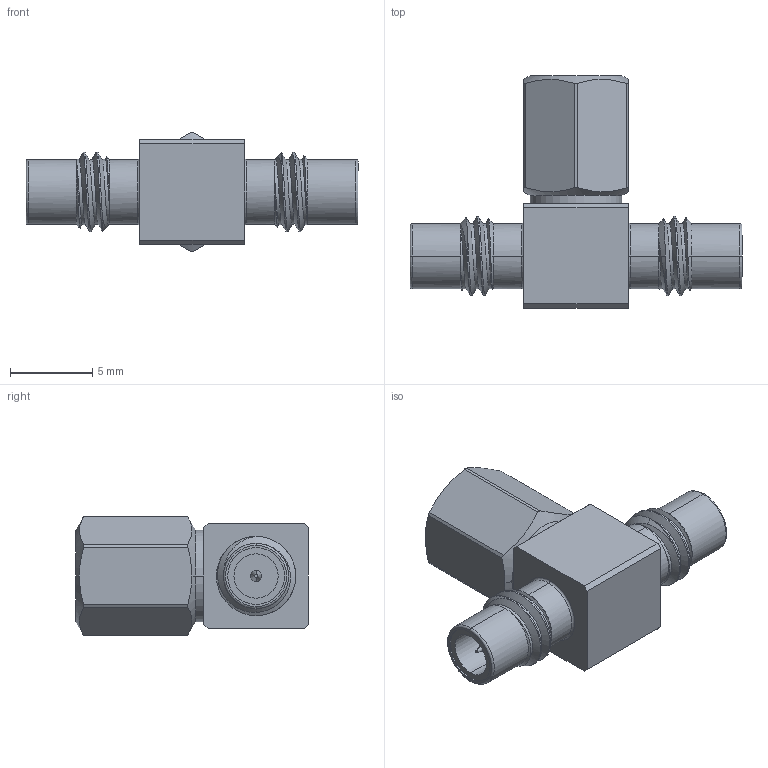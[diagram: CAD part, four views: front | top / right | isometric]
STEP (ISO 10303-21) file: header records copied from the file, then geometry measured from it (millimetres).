
FILE_DESCRIPTION (( 'STEP AP203' ), '1' );
FILE_NAME ('PE9242.step', '2018-08-31T16:10:10', ( '' ), ( '' ), 'SwSTEP 2.0', 'SolidWorks 2017', '' );
FILE_SCHEMA (( 'CONFIG_CONTROL_DESIGN' ));
Length unit declared in the file: inch
Products named in the file (1): PE9242
Bounding box: 20.2 x 14.15 x 7.22 mm (x, y, z)
Volume: 576 mm3; surface area: 901.4 mm2
Topology: 1 solids, 1 shells, 158 faces, 392 edges, 251 vertices
Faces by surface type: cylinder 56, plane 52, cone 30, bspline 12, torus 8
Entity records: 8338 total; most frequent: CARTESIAN_POINT 4708, ORIENTED_EDGE 784, DIRECTION 694, EDGE_CURVE 392, AXIS2_PLACEMENT_3D 276, VERTEX_POINT 251, EDGE_LOOP 173, ADVANCED_FACE 158
